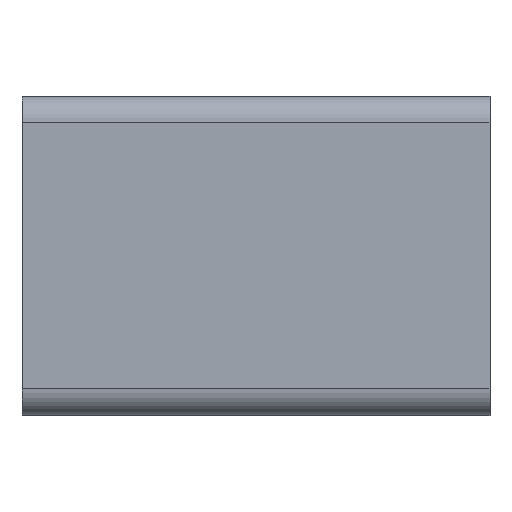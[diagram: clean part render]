
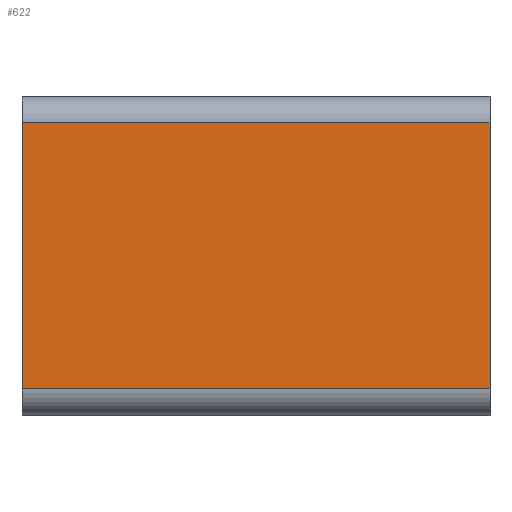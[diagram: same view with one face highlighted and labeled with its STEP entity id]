
A CAD part, top view. The second image highlights one B-rep face of the part: STEP entity #622.
In plain terms, the highlighted planar face has unit normal (0, 0, 1).
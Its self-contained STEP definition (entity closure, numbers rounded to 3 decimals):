
#602=AXIS2_PLACEMENT_3D('Plane Axis2P3D',#599,#600,#601) ;
#272=CARTESIAN_POINT('Vertex',(4.4,2.75,46.626)) ;
#275=CARTESIAN_POINT('Line Origine',(4.4,1.5,46.626)) ;
#279=CARTESIAN_POINT('Vertex',(4.4,0.25,46.626)) ;
#584=CARTESIAN_POINT('Vertex',(0.,0.25,46.626)) ;
#587=CARTESIAN_POINT('Line Origine',(2.2,0.25,46.626)) ;
#599=CARTESIAN_POINT('Axis2P3D Location',(2.2,0.25,46.626)) ;
#604=CARTESIAN_POINT('Line Origine',(2.2,2.75,46.626)) ;
#608=CARTESIAN_POINT('Vertex',(0.,2.75,46.626)) ;
#611=CARTESIAN_POINT('Line Origine',(0.,1.5,46.626)) ;
#276=DIRECTION('Vector Direction',(0.,1.,0.)) ;
#588=DIRECTION('Vector Direction',(1.,0.,0.)) ;
#600=DIRECTION('Axis2P3D Direction',(0.,0.,-1.)) ;
#601=DIRECTION('Axis2P3D XDirection',(0.,1.,0.)) ;
#605=DIRECTION('Vector Direction',(1.,0.,0.)) ;
#612=DIRECTION('Vector Direction',(0.,1.,0.)) ;
#277=VECTOR('Line Direction',#276,1.) ;
#589=VECTOR('Line Direction',#588,1.) ;
#606=VECTOR('Line Direction',#605,1.) ;
#613=VECTOR('Line Direction',#612,1.) ;
#617=ORIENTED_EDGE('',*,*,#281,.T.) ;
#618=ORIENTED_EDGE('',*,*,#610,.F.) ;
#619=ORIENTED_EDGE('',*,*,#615,.F.) ;
#620=ORIENTED_EDGE('',*,*,#591,.T.) ;
#622=ADVANCED_FACE('STGF ZVQ2.5/1.5.1\\Koerper.2',(#621),#603,.F.) ;
#281=EDGE_CURVE('',#280,#273,#278,.T.) ;
#591=EDGE_CURVE('',#585,#280,#590,.T.) ;
#610=EDGE_CURVE('',#609,#273,#607,.T.) ;
#615=EDGE_CURVE('',#585,#609,#614,.T.) ;
#616=EDGE_LOOP('',(#617,#618,#619,#620)) ;
#621=FACE_OUTER_BOUND('',#616,.T.) ;
#278=LINE('Line',#275,#277) ;
#590=LINE('Line',#587,#589) ;
#607=LINE('Line',#604,#606) ;
#614=LINE('Line',#611,#613) ;
#603=PLANE('',#602) ;
#273=VERTEX_POINT('',#272) ;
#280=VERTEX_POINT('',#279) ;
#585=VERTEX_POINT('',#584) ;
#609=VERTEX_POINT('',#608) ;
